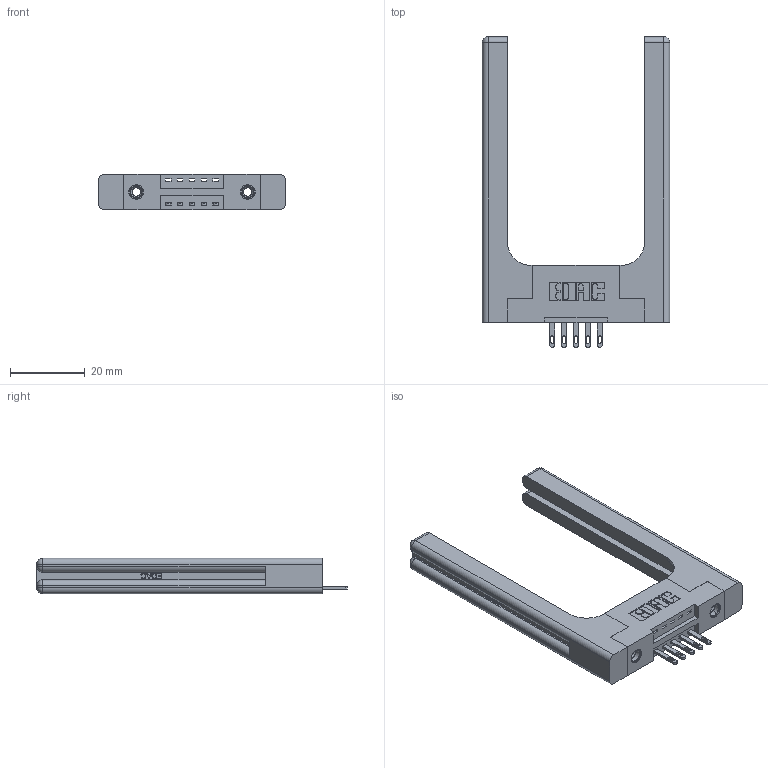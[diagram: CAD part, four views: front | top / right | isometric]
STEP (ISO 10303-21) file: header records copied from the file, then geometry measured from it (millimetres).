
FILE_DESCRIPTION (( 'STEP AP203' ), '1' );
FILE_NAME ('346-005-500-158.STEP', '2022-05-04T17:19:59', ( '' ), ( '' ), 'SwSTEP 2.0', 'SolidWorks 2020', '' );
FILE_SCHEMA (( 'CONFIG_CONTROL_DESIGN' ));
Length unit declared in the file: inch
Products named in the file (5): 345-250-001_345-250-001-102; 346 Part_Flush Mounting Lugs - 0.156 Dia-TH; 345-292-001_345-293-100; 346-220-058_345-220-058; 346-005-500-158
Assembly tree (10 placements, depth 2):
  346-005-500-158
    346 Part_Flush Mounting Lugs - 0.156 Dia-TH
    345-292-001_345-293-100  x5
    345-250-001_345-250-001-102  x2
    346-220-058_345-220-058  x2
Bounding box: 49.94 x 82.8 x 9.4 mm (x, y, z)
Volume: 12028.5 mm3; surface area: 10451.2 mm2
Topology: 10 solids, 10 shells, 662 faces, 1871 edges, 1226 vertices
Faces by surface type: plane 408, cylinder 194, bspline 36, cone 12, sphere 8, torus 4
Entity records: 13612 total; most frequent: CARTESIAN_POINT 3326, ORIENTED_EDGE 2060, DIRECTION 1912, EDGE_CURVE 1030, VECTOR 782, LINE 782, VERTEX_POINT 678, AXIS2_PLACEMENT_3D 565
